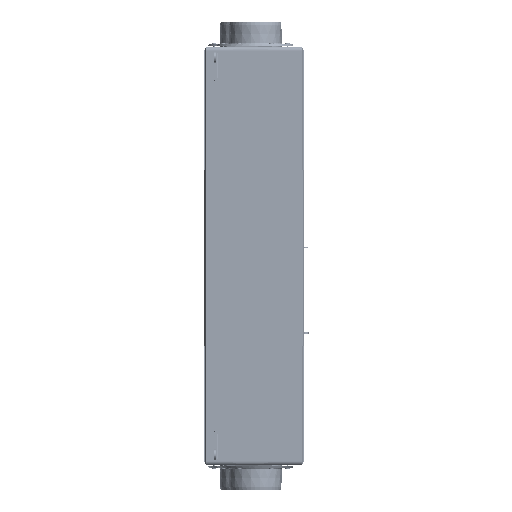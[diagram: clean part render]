
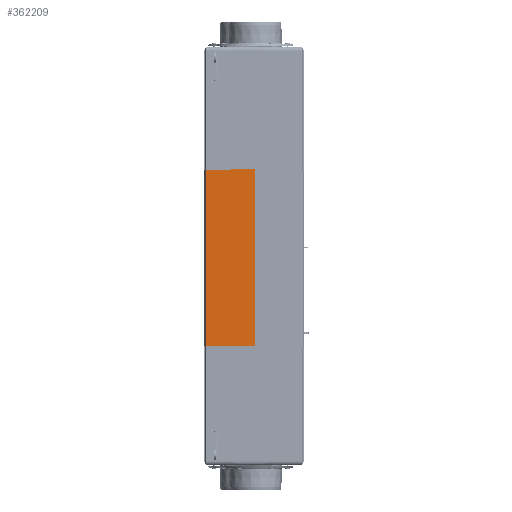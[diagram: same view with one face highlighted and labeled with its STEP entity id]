
A CAD part, left-side view. The second image highlights one B-rep face of the part: STEP entity #362209.
In plain terms, the highlighted planar face has unit normal (-1, 0.005, 0).
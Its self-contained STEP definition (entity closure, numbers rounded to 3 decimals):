
#11594=CARTESIAN_POINT('',(-258.025,113.784,
205.425));
#11636=CARTESIAN_POINT('',(-258.025,113.784,
-213.425));
#11677=DIRECTION('',(0.,0.,-1.));
#11678=VECTOR('',#11677,418.849);
#11679=CARTESIAN_POINT('',(-258.025,113.784,
205.425));
#11680=LINE('',#11679,#11678);
#11684=DIRECTION('',(-0.005,-1.,0.005));
#11685=VECTOR('',#11684,116.787);
#11686=CARTESIAN_POINT('',(-258.025,113.784,
205.425));
#11687=LINE('',#11686,#11685);
#11691=DIRECTION('',(0.,0.,1.));
#11692=VECTOR('',#11691,420.072);
#11693=CARTESIAN_POINT('',(-258.636,-3.,-214.036));
#11694=LINE('',#11693,#11692);
#11698=DIRECTION('',(-0.005,-1.,-0.005));
#11699=VECTOR('',#11698,116.787);
#11700=CARTESIAN_POINT('',(-258.025,113.784,
-213.425));
#11701=LINE('',#11700,#11699);
#306107=CARTESIAN_POINT('',(-258.636,-3.,-214.036));
#306108=CARTESIAN_POINT('',(-258.636,-3.,206.036));
#306109=VERTEX_POINT('',#306107);
#306110=VERTEX_POINT('',#306108);
#307374=VERTEX_POINT('',#11636);
#307378=VERTEX_POINT('',#11594);
#362197=CARTESIAN_POINT('',(-258.,118.5,-475.12));
#362198=DIRECTION('',(-1.,0.005,0.));
#362199=DIRECTION('',(0.,0.,1.));
#362200=AXIS2_PLACEMENT_3D('',#362197,#362198,#362199);
#362201=PLANE('',#362200);
#362202=ORIENTED_EDGE('',*,*,#362153,.F.);
#362203=ORIENTED_EDGE('',*,*,#362131,.T.);
#362205=ORIENTED_EDGE('',*,*,#362204,.F.);
#362206=ORIENTED_EDGE('',*,*,#362171,.F.);
#362207=EDGE_LOOP('',(#362202,#362203,#362205,#362206));
#362208=FACE_OUTER_BOUND('',#362207,.F.);
#362131=EDGE_CURVE('',#307378,#306110,#11687,.T.);
#362153=EDGE_CURVE('',#307378,#307374,#11680,.T.);
#362171=EDGE_CURVE('',#307374,#306109,#11701,.T.);
#362204=EDGE_CURVE('',#306109,#306110,#11694,.T.);
#362209=ADVANCED_FACE('',(#362208),#362201,.T.);
